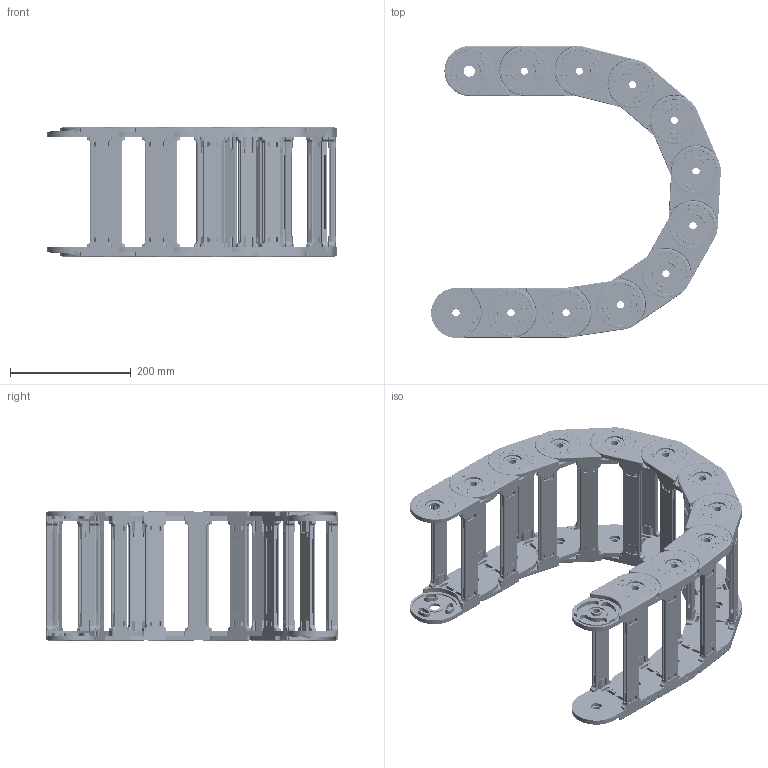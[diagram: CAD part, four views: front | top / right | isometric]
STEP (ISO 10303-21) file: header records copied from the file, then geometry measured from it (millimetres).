
FILE_DESCRIPTION (( 'STEP AP214' ), '1' );
FILE_NAME ('CK60-A180-R200.STEP', '2019-09-19T05:34:23', ( '' ), ( '' ), 'SwSTEP 2.0', 'SolidWorks 2017', '' );
FILE_SCHEMA (( 'AUTOMOTIVE_DESIGN' ));
Length unit declared in the file: millimetre
Products named in the file (2): CK60-A180-R200; CK60-A180-1
Assembly tree (11 placements, depth 2):
  CK60-A180-R200
    CK60-A180-1  x11
Bounding box: 478.93 x 482.03 x 213.56 mm (x, y, z)
Volume: 2891282.7 mm3; surface area: 1518941.5 mm2
Topology: 44 solids, 44 shells, 10758 faces, 27940 edges, 18040 vertices
Faces by surface type: plane 4686, cylinder 3234, bspline 2266, torus 396, sphere 176
Entity records: 39395 total; most frequent: CARTESIAN_POINT 17012, ORIENTED_EDGE 5056, DIRECTION 4112, EDGE_CURVE 2528, VERTEX_POINT 1640, LINE 1392, VECTOR 1392, AXIS2_PLACEMENT_3D 1360
